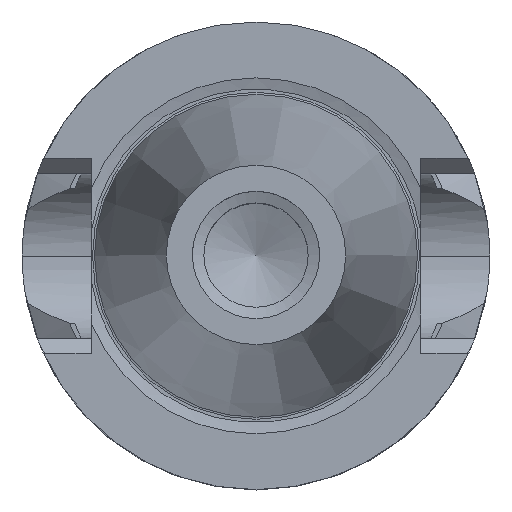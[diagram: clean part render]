
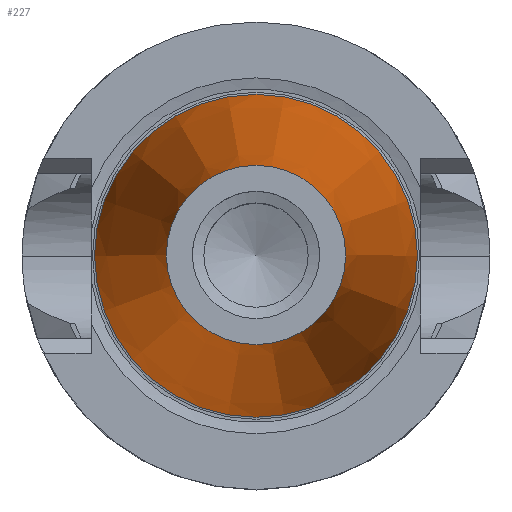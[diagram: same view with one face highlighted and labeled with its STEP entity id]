
A CAD part, top view. The second image highlights one B-rep face of the part: STEP entity #227.
In plain terms, the highlighted conical face has half-angle 8.298 degrees and reference radius 8.816 mm.
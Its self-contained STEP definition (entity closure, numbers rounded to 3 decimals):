
#211=CONICAL_SURFACE('',#936,8.816,8.298);
#227=ADVANCED_FACE('',(#302,#303),#211,.T.);
#302=FACE_BOUND('',#348,.T.);
#303=FACE_BOUND('',#349,.T.);
#348=EDGE_LOOP('',(#426));
#349=EDGE_LOOP('',(#427));
#426=ORIENTED_EDGE('',*,*,#746,.T.);
#427=ORIENTED_EDGE('',*,*,#744,.F.);
#657=VERTEX_POINT('',#1305);
#659=VERTEX_POINT('',#1311);
#744=EDGE_CURVE('',#657,#657,#862,.T.);
#746=EDGE_CURVE('',#659,#659,#864,.T.);
#862=CIRCLE('',#930,15.875);
#864=CIRCLE('',#934,8.816);
#930=AXIS2_PLACEMENT_3D('',#1304,#1047,#1048);
#934=AXIS2_PLACEMENT_3D('',#1310,#1055,#1056);
#936=AXIS2_PLACEMENT_3D('',#1313,#1059,#1060);
#1047=DIRECTION('',(0.,0.,-1.));
#1048=DIRECTION('',(-1.,0.,0.));
#1055=DIRECTION('',(0.,0.,-1.));
#1056=DIRECTION('',(-1.,0.,0.));
#1059=DIRECTION('',(0.,0.,-1.));
#1060=DIRECTION('',(-1.,0.,0.));
#1304=CARTESIAN_POINT('',(0.,0.,0.));
#1305=CARTESIAN_POINT('',(-15.875,0.,0.));
#1310=CARTESIAN_POINT('',(0.,0.,48.4));
#1311=CARTESIAN_POINT('',(-8.816,0.,48.4));
#1313=CARTESIAN_POINT('',(0.,0.,48.4));
